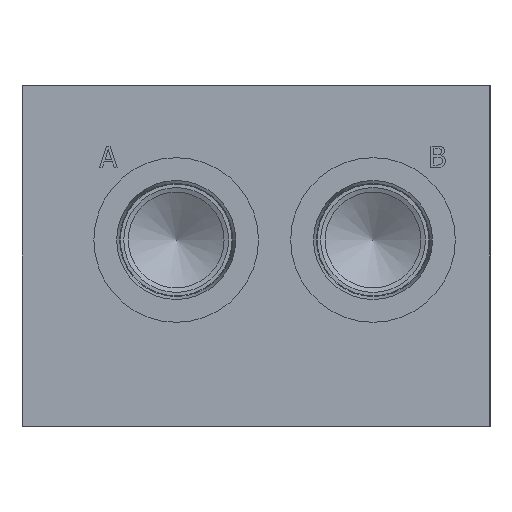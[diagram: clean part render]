
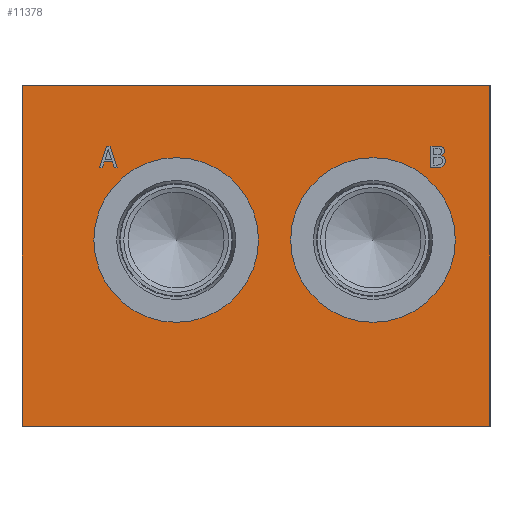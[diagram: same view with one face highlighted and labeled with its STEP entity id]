
A CAD part, left-side view. The second image highlights one B-rep face of the part: STEP entity #11378.
In plain terms, the highlighted planar face has unit normal (-1, 0, 0).
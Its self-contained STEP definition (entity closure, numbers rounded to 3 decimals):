
#151=CIRCLE('',#11998,24.562);
#152=CIRCLE('',#11999,24.562);
#153=CIRCLE('',#12000,24.562);
#154=CIRCLE('',#12001,24.562);
#430=FACE_BOUND('',#1539,.T.);
#431=FACE_BOUND('',#1540,.T.);
#432=FACE_BOUND('',#1541,.T.);
#433=FACE_BOUND('',#1542,.T.);
#555=PLANE('',#11997);
#915=FACE_OUTER_BOUND('',#1538,.T.);
#1538=EDGE_LOOP('',(#7730,#7731,#7732,#7733));
#1539=EDGE_LOOP('',(#7734,#7735));
#1540=EDGE_LOOP('',(#7736,#7737));
#1541=EDGE_LOOP('',(#7738,#7739,#7740,#7741,#7742,#7743,#7744,#7745,#7746,
#7747));
#1542=EDGE_LOOP('',(#7748,#7749,#7750,#7751,#7752,#7753,#7754,#7755));
#2208=LINE('',#15481,#3297);
#2279=LINE('',#15784,#3368);
#2283=LINE('',#15792,#3372);
#2286=LINE('',#15798,#3375);
#2289=LINE('',#15804,#3378);
#2292=LINE('',#15810,#3381);
#2295=LINE('',#15816,#3384);
#2298=LINE('',#15822,#3387);
#2301=LINE('',#15827,#3390);
#2303=LINE('',#15832,#3392);
#2304=LINE('',#15834,#3393);
#2305=LINE('',#15835,#3394);
#2306=LINE('',#15861,#3395);
#2307=LINE('',#15863,#3396);
#2308=LINE('',#15865,#3397);
#2309=LINE('',#15881,#3398);
#3297=VECTOR('',#12746,10.);
#3368=VECTOR('',#12885,10.);
#3372=VECTOR('',#12891,10.);
#3375=VECTOR('',#12896,10.);
#3378=VECTOR('',#12901,10.);
#3381=VECTOR('',#12906,10.);
#3384=VECTOR('',#12911,10.);
#3387=VECTOR('',#12916,10.);
#3390=VECTOR('',#12921,10.);
#3392=VECTOR('',#12927,10.);
#3393=VECTOR('',#12928,10.);
#3394=VECTOR('',#12929,10.);
#3395=VECTOR('',#12938,10.);
#3396=VECTOR('',#12939,10.);
#3397=VECTOR('',#12940,10.);
#3398=VECTOR('',#12941,10.);
#4385=B_SPLINE_CURVE_WITH_KNOTS('',2,(#15846,#15847,#15848,#15849),
 .UNSPECIFIED.,.F.,.F.,(3,1,3),(0.,1.,2.),.UNSPECIFIED.);
#4386=B_SPLINE_CURVE_WITH_KNOTS('',2,(#15851,#15852,#15853,#15854),
 .UNSPECIFIED.,.F.,.F.,(3,1,3),(0.,1.,2.),.UNSPECIFIED.);
#4387=B_SPLINE_CURVE_WITH_KNOTS('',2,(#15856,#15857,#15858,#15859),
 .UNSPECIFIED.,.F.,.F.,(3,1,3),(0.,1.,2.),.UNSPECIFIED.);
#4388=B_SPLINE_CURVE_WITH_KNOTS('',2,(#15867,#15868,#15869,#15870),
 .UNSPECIFIED.,.F.,.F.,(3,1,3),(0.,1.,2.),.UNSPECIFIED.);
#4389=B_SPLINE_CURVE_WITH_KNOTS('',2,(#15872,#15873,#15874,#15875),
 .UNSPECIFIED.,.F.,.F.,(3,1,3),(0.,1.,2.),.UNSPECIFIED.);
#4390=B_SPLINE_CURVE_WITH_KNOTS('',2,(#15877,#15878,#15879,#15880),
 .UNSPECIFIED.,.F.,.F.,(3,1,3),(0.,1.,2.),.UNSPECIFIED.);
#4673=VERTEX_POINT('',#15477);
#4675=VERTEX_POINT('',#15480);
#4744=VERTEX_POINT('',#15782);
#4745=VERTEX_POINT('',#15783);
#4748=VERTEX_POINT('',#15791);
#4750=VERTEX_POINT('',#15797);
#4752=VERTEX_POINT('',#15803);
#4754=VERTEX_POINT('',#15809);
#4756=VERTEX_POINT('',#15815);
#4758=VERTEX_POINT('',#15821);
#4760=VERTEX_POINT('',#15831);
#4761=VERTEX_POINT('',#15833);
#4762=VERTEX_POINT('',#15836);
#4763=VERTEX_POINT('',#15837);
#4764=VERTEX_POINT('',#15840);
#4765=VERTEX_POINT('',#15841);
#4766=VERTEX_POINT('',#15844);
#4767=VERTEX_POINT('',#15845);
#4768=VERTEX_POINT('',#15850);
#4769=VERTEX_POINT('',#15855);
#4770=VERTEX_POINT('',#15860);
#4771=VERTEX_POINT('',#15862);
#4772=VERTEX_POINT('',#15864);
#4773=VERTEX_POINT('',#15866);
#4774=VERTEX_POINT('',#15871);
#4775=VERTEX_POINT('',#15876);
#5824=EDGE_CURVE('',#4675,#4673,#2208,.T.);
#5922=EDGE_CURVE('',#4744,#4745,#2279,.T.);
#5926=EDGE_CURVE('',#4748,#4744,#2283,.T.);
#5929=EDGE_CURVE('',#4750,#4748,#2286,.T.);
#5932=EDGE_CURVE('',#4752,#4750,#2289,.T.);
#5935=EDGE_CURVE('',#4754,#4752,#2292,.T.);
#5938=EDGE_CURVE('',#4756,#4754,#2295,.T.);
#5941=EDGE_CURVE('',#4758,#4756,#2298,.T.);
#5944=EDGE_CURVE('',#4745,#4758,#2301,.T.);
#5946=EDGE_CURVE('',#4673,#4760,#2303,.T.);
#5947=EDGE_CURVE('',#4761,#4760,#2304,.T.);
#5948=EDGE_CURVE('',#4675,#4761,#2305,.T.);
#5949=EDGE_CURVE('',#4762,#4763,#151,.T.);
#5950=EDGE_CURVE('',#4763,#4762,#152,.T.);
#5951=EDGE_CURVE('',#4764,#4765,#153,.T.);
#5952=EDGE_CURVE('',#4765,#4764,#154,.T.);
#5953=EDGE_CURVE('',#4766,#4767,#4385,.T.);
#5954=EDGE_CURVE('',#4767,#4768,#4386,.T.);
#5955=EDGE_CURVE('',#4768,#4769,#4387,.T.);
#5956=EDGE_CURVE('',#4769,#4770,#2306,.T.);
#5957=EDGE_CURVE('',#4770,#4771,#2307,.T.);
#5958=EDGE_CURVE('',#4771,#4772,#2308,.T.);
#5959=EDGE_CURVE('',#4772,#4773,#4388,.T.);
#5960=EDGE_CURVE('',#4773,#4774,#4389,.T.);
#5961=EDGE_CURVE('',#4774,#4775,#4390,.T.);
#5962=EDGE_CURVE('',#4775,#4766,#2309,.T.);
#7730=ORIENTED_EDGE('',*,*,#5824,.T.);
#7731=ORIENTED_EDGE('',*,*,#5946,.T.);
#7732=ORIENTED_EDGE('',*,*,#5947,.F.);
#7733=ORIENTED_EDGE('',*,*,#5948,.F.);
#7734=ORIENTED_EDGE('',*,*,#5949,.T.);
#7735=ORIENTED_EDGE('',*,*,#5950,.T.);
#7736=ORIENTED_EDGE('',*,*,#5951,.T.);
#7737=ORIENTED_EDGE('',*,*,#5952,.T.);
#7738=ORIENTED_EDGE('',*,*,#5953,.T.);
#7739=ORIENTED_EDGE('',*,*,#5954,.T.);
#7740=ORIENTED_EDGE('',*,*,#5955,.T.);
#7741=ORIENTED_EDGE('',*,*,#5956,.T.);
#7742=ORIENTED_EDGE('',*,*,#5957,.T.);
#7743=ORIENTED_EDGE('',*,*,#5958,.T.);
#7744=ORIENTED_EDGE('',*,*,#5959,.T.);
#7745=ORIENTED_EDGE('',*,*,#5960,.T.);
#7746=ORIENTED_EDGE('',*,*,#5961,.T.);
#7747=ORIENTED_EDGE('',*,*,#5962,.T.);
#7748=ORIENTED_EDGE('',*,*,#5922,.T.);
#7749=ORIENTED_EDGE('',*,*,#5944,.T.);
#7750=ORIENTED_EDGE('',*,*,#5941,.T.);
#7751=ORIENTED_EDGE('',*,*,#5938,.T.);
#7752=ORIENTED_EDGE('',*,*,#5935,.T.);
#7753=ORIENTED_EDGE('',*,*,#5932,.T.);
#7754=ORIENTED_EDGE('',*,*,#5929,.T.);
#7755=ORIENTED_EDGE('',*,*,#5926,.T.);
#11378=ADVANCED_FACE('',(#915,#430,#431,#432,#433),#555,.T.);
#11997=AXIS2_PLACEMENT_3D('',#15830,#12925,#12926);
#11998=AXIS2_PLACEMENT_3D('',#15838,#12930,#12931);
#11999=AXIS2_PLACEMENT_3D('',#15839,#12932,#12933);
#12000=AXIS2_PLACEMENT_3D('',#15842,#12934,#12935);
#12001=AXIS2_PLACEMENT_3D('',#15843,#12936,#12937);
#12746=DIRECTION('',(0.,-1.,0.));
#12885=DIRECTION('',(0.,1.,0.));
#12891=DIRECTION('',(0.,0.309,-0.951));
#12896=DIRECTION('',(0.,1.,0.));
#12901=DIRECTION('',(0.,0.309,0.951));
#12906=DIRECTION('',(0.,1.,0.));
#12911=DIRECTION('',(0.,-0.319,-0.948));
#12916=DIRECTION('',(0.,-1.,0.));
#12921=DIRECTION('',(0.,-0.319,0.948));
#12925=DIRECTION('center_axis',(-1.,0.,0.));
#12926=DIRECTION('ref_axis',(0.,-1.,0.));
#12927=DIRECTION('',(0.,0.,1.));
#12928=DIRECTION('',(0.,-1.,0.));
#12929=DIRECTION('',(0.,0.,1.));
#12930=DIRECTION('center_axis',(1.,0.,0.));
#12931=DIRECTION('ref_axis',(0.,0.,1.));
#12932=DIRECTION('center_axis',(1.,0.,0.));
#12933=DIRECTION('ref_axis',(0.,0.,1.));
#12934=DIRECTION('center_axis',(1.,0.,0.));
#12935=DIRECTION('ref_axis',(0.,0.,1.));
#12936=DIRECTION('center_axis',(1.,0.,0.));
#12937=DIRECTION('ref_axis',(0.,0.,1.));
#12938=DIRECTION('',(0.,1.,0.));
#12939=DIRECTION('',(0.,0.,1.));
#12940=DIRECTION('',(0.,-1.,0.));
#12941=DIRECTION('',(0.,0.,-1.));
#15477=CARTESIAN_POINT('',(0.,0.,0.));
#15480=CARTESIAN_POINT('',(0.,139.7,0.));
#15481=CARTESIAN_POINT('',(0.,139.7,0.));
#15782=CARTESIAN_POINT('',(0.,115.722,77.165));
#15783=CARTESIAN_POINT('',(0.,116.576,77.165));
#15784=CARTESIAN_POINT('',(0.,127.711,77.165));
#15791=CARTESIAN_POINT('',(0.,115.146,78.941));
#15792=CARTESIAN_POINT('',(0.,127.908,39.628));
#15797=CARTESIAN_POINT('',(0.,112.722,78.941));
#15798=CARTESIAN_POINT('',(0.,126.211,78.941));
#15803=CARTESIAN_POINT('',(0.,112.146,77.165));
#15804=CARTESIAN_POINT('',(0.,102.128,46.307));
#15809=CARTESIAN_POINT('',(0.,111.256,77.165));
#15810=CARTESIAN_POINT('',(0.,125.478,77.165));
#15815=CARTESIAN_POINT('',(0.,113.396,83.515));
#15816=CARTESIAN_POINT('',(0.,102.098,50.));
#15821=CARTESIAN_POINT('',(0.,114.436,83.515));
#15822=CARTESIAN_POINT('',(0.,127.068,83.515));
#15827=CARTESIAN_POINT('',(0.,129.436,39.02));
#15830=CARTESIAN_POINT('Origin',(0.,139.7,0.));
#15831=CARTESIAN_POINT('',(0.,0.,101.6));
#15832=CARTESIAN_POINT('',(0.,0.,0.));
#15833=CARTESIAN_POINT('',(0.,139.7,101.6));
#15834=CARTESIAN_POINT('',(0.,139.7,101.6));
#15835=CARTESIAN_POINT('',(0.,139.7,0.));
#15836=CARTESIAN_POINT('',(0.,34.925,80.137));
#15837=CARTESIAN_POINT('',(0.,34.925,31.013));
#15838=CARTESIAN_POINT('Origin',(0.,34.925,55.575));
#15839=CARTESIAN_POINT('Origin',(0.,34.925,55.575));
#15840=CARTESIAN_POINT('',(0.,93.675,80.137));
#15841=CARTESIAN_POINT('',(0.,93.675,31.013));
#15842=CARTESIAN_POINT('Origin',(0.,93.675,55.575));
#15843=CARTESIAN_POINT('Origin',(0.,93.675,55.575));
#15844=CARTESIAN_POINT('',(0.,14.526,80.746));
#15845=CARTESIAN_POINT('',(0.,13.338,79.166));
#15846=CARTESIAN_POINT('Ctrl Pts',(0.,14.526,80.746));
#15847=CARTESIAN_POINT('Ctrl Pts',(0.,13.96,80.592));
#15848=CARTESIAN_POINT('Ctrl Pts',(0.,13.338,79.773));
#15849=CARTESIAN_POINT('Ctrl Pts',(0.,13.338,79.166));
#15850=CARTESIAN_POINT('',(0.,13.996,77.731));
#15851=CARTESIAN_POINT('Ctrl Pts',(0.,13.338,79.166));
#15852=CARTESIAN_POINT('Ctrl Pts',(0.,13.338,78.693));
#15853=CARTESIAN_POINT('Ctrl Pts',(0.,13.698,77.967));
#15854=CARTESIAN_POINT('Ctrl Pts',(0.,13.996,77.731));
#15855=CARTESIAN_POINT('',(0.,15.823,77.216));
#15856=CARTESIAN_POINT('Ctrl Pts',(0.,13.996,77.731));
#15857=CARTESIAN_POINT('Ctrl Pts',(0.,14.357,77.453));
#15858=CARTESIAN_POINT('Ctrl Pts',(0.,15.175,77.216));
#15859=CARTESIAN_POINT('Ctrl Pts',(0.,15.823,77.216));
#15860=CARTESIAN_POINT('',(0.,17.645,77.216));
#15861=CARTESIAN_POINT('',(0.,77.762,77.216));
#15862=CARTESIAN_POINT('',(0.,17.645,83.566));
#15863=CARTESIAN_POINT('',(0.,17.645,38.608));
#15864=CARTESIAN_POINT('',(0.,15.962,83.566));
#15865=CARTESIAN_POINT('',(0.,78.672,83.566));
#15866=CARTESIAN_POINT('',(0.,14.295,83.309));
#15867=CARTESIAN_POINT('Ctrl Pts',(0.,15.962,83.566));
#15868=CARTESIAN_POINT('Ctrl Pts',(0.,15.283,83.566));
#15869=CARTESIAN_POINT('Ctrl Pts',(0.,14.604,83.479));
#15870=CARTESIAN_POINT('Ctrl Pts',(0.,14.295,83.309));
#15871=CARTESIAN_POINT('',(0.,13.636,82.135));
#15872=CARTESIAN_POINT('Ctrl Pts',(0.,14.295,83.309));
#15873=CARTESIAN_POINT('Ctrl Pts',(0.,13.95,83.129));
#15874=CARTESIAN_POINT('Ctrl Pts',(0.,13.636,82.537));
#15875=CARTESIAN_POINT('Ctrl Pts',(0.,13.636,82.135));
#15876=CARTESIAN_POINT('',(0.,14.526,80.777));
#15877=CARTESIAN_POINT('Ctrl Pts',(0.,13.636,82.135));
#15878=CARTESIAN_POINT('Ctrl Pts',(0.,13.636,81.688));
#15879=CARTESIAN_POINT('Ctrl Pts',(0.,14.11,80.978));
#15880=CARTESIAN_POINT('Ctrl Pts',(0.,14.526,80.777));
#15881=CARTESIAN_POINT('',(0.,14.526,40.388));
